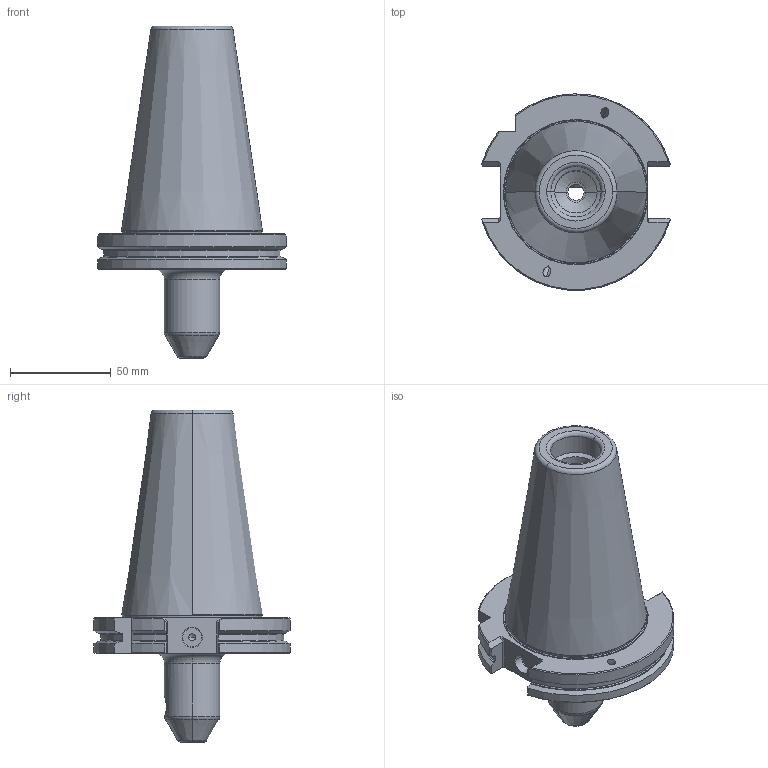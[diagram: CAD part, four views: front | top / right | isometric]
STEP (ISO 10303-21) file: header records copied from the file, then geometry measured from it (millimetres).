
FILE_DESCRIPTION(('no description'),'unknown implementation level');
FILE_NAME('EA78C19D-8A63-4008-8D75-3B7B225582BB_export.stp',' ',('CIMSOURCE GmbH'),('CADClick - KiM GmbH - www.kimweb.de'),'unknown preprocess','ACIS','unknown authorization');
FILE_SCHEMA(('automotive_design'));
Length unit declared in the file: millimetre
Products named in the file (2): 490.208 Kaiser SK50B_VBD X D8B X 63|690.478 Kaiser ETL M8 X 10_Standard;NONE; 490.208 Kaiser SK50B_VBD X D8B X 63|490.208 Kaiser SK50B_VBD X D8B X 63_Standard;NONE
Bounding box: 93.58 x 97.27 x 164.6 mm (x, y, z)
Volume: 346826.5 mm3; surface area: 49867 mm2
Topology: 2 solids, 2 shells, 184 faces, 459 edges, 283 vertices
Faces by surface type: plane 65, cylinder 53, cone 44, torus 22
Entity records: 11018 total; most frequent: CARTESIAN_POINT 1477, STYLED_ITEM 922, PRESENTATION_STYLE_ASSIGNMENT 922, COLOUR_RGB 922, DIRECTION 918, ORIENTED_EDGE 906, EDGE_CURVE 453, CURVE_STYLE 453
